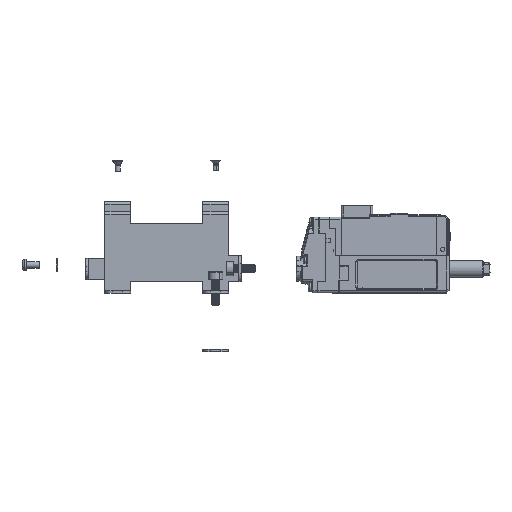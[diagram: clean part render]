
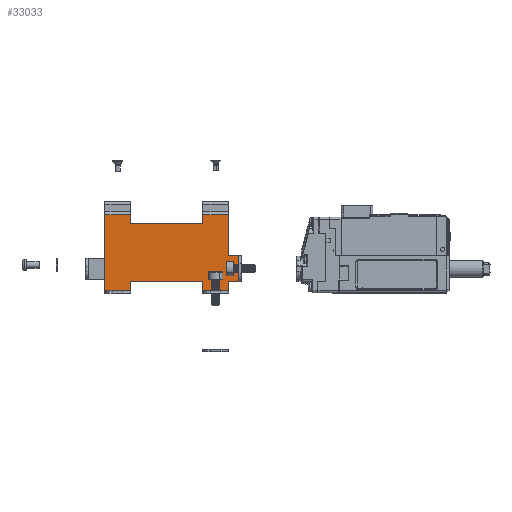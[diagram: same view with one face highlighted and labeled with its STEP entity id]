
A CAD part, top view. The second image highlights one B-rep face of the part: STEP entity #33033.
In plain terms, the highlighted planar face has unit normal (0, 0, 1).
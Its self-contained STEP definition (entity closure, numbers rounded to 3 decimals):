
#74 = ORIENTED_EDGE ( 'NONE', *, *, #46564, .T. ) ;
#434 = VERTEX_POINT ( 'NONE', #56104 ) ;
#1953 = CARTESIAN_POINT ( 'NONE',  ( 48., 22., 1. ) ) ;
#2925 = VECTOR ( 'NONE', #63080, 1000. ) ;
#3699 = CARTESIAN_POINT ( 'NONE',  ( 0., -8.5, 1. ) ) ;
#6573 = EDGE_CURVE ( 'NONE', #63406, #15153, #8390, .T. ) ;
#6801 = EDGE_CURVE ( 'NONE', #434, #27626, #51832, .T. ) ;
#7093 = ORIENTED_EDGE ( 'NONE', *, *, #58602, .T. ) ;
#7491 = VECTOR ( 'NONE', #10543, 1000. ) ;
#7614 = DIRECTION ( 'NONE',  ( 0., -1., 0. ) ) ;
#7852 = CARTESIAN_POINT ( 'NONE',  ( 48., -5., 1. ) ) ;
#8390 = LINE ( 'NONE', #51819, #54366 ) ;
#8904 = EDGE_CURVE ( 'NONE', #27618, #68661, #53250, .T. ) ;
#9581 = CARTESIAN_POINT ( 'NONE',  ( 10., -5., 1. ) ) ;
#9648 = VECTOR ( 'NONE', #60915, 1000. ) ;
#10029 = ORIENTED_EDGE ( 'NONE', *, *, #50847, .T. ) ;
#10313 = DIRECTION ( 'NONE',  ( 1., 0., 0. ) ) ;
#10341 = VERTEX_POINT ( 'NONE', #64318 ) ;
#10543 = DIRECTION ( 'NONE',  ( 0., 1., 0. ) ) ;
#11588 = EDGE_CURVE ( 'NONE', #37156, #10341, #51291, .T. ) ;
#12281 = CARTESIAN_POINT ( 'NONE',  ( 0., -8.5, 1. ) ) ;
#12523 = DIRECTION ( 'NONE',  ( 0., 1., 0. ) ) ;
#12988 = CARTESIAN_POINT ( 'NONE',  ( 38., 21., 1. ) ) ;
#13093 = VERTEX_POINT ( 'NONE', #47880 ) ;
#13925 = VECTOR ( 'NONE', #45263, 1000. ) ;
#15153 = VERTEX_POINT ( 'NONE', #12988 ) ;
#15201 = VECTOR ( 'NONE', #21523, 1000. ) ;
#15328 = CARTESIAN_POINT ( 'NONE',  ( 53., -5., 1. ) ) ;
#16371 = VECTOR ( 'NONE', #42629, 1000. ) ;
#16980 = CARTESIAN_POINT ( 'NONE',  ( 10., -5., 1. ) ) ;
#17421 = CARTESIAN_POINT ( 'NONE',  ( 38., 17.5, 1. ) ) ;
#17896 = CARTESIAN_POINT ( 'NONE',  ( 10., -8.5, 1. ) ) ;
#17931 = ORIENTED_EDGE ( 'NONE', *, *, #43490, .T. ) ;
#18156 = DIRECTION ( 'NONE',  ( 0., 1., 0. ) ) ;
#18573 = LINE ( 'NONE', #33754, #63036 ) ;
#18580 = EDGE_CURVE ( 'NONE', #10341, #65842, #66607, .T. ) ;
#18695 = CARTESIAN_POINT ( 'NONE',  ( 48., -5., 1. ) ) ;
#19208 = CARTESIAN_POINT ( 'NONE',  ( 0., 22., 1. ) ) ;
#19310 = CARTESIAN_POINT ( 'NONE',  ( 10., 21., 1. ) ) ;
#20751 = ORIENTED_EDGE ( 'NONE', *, *, #68433, .T. ) ;
#21091 = ORIENTED_EDGE ( 'NONE', *, *, #6801, .T. ) ;
#21523 = DIRECTION ( 'NONE',  ( -1., 0., 0. ) ) ;
#23336 = CARTESIAN_POINT ( 'NONE',  ( 52., 0., 1. ) ) ;
#23569 = VERTEX_POINT ( 'NONE', #3699 ) ;
#23748 = VECTOR ( 'NONE', #10313, 1000. ) ;
#24056 = ORIENTED_EDGE ( 'NONE', *, *, #8904, .T. ) ;
#25426 = EDGE_CURVE ( 'NONE', #434, #33051, #53778, .T. ) ;
#25669 = DIRECTION ( 'NONE',  ( 1., 0., 0. ) ) ;
#26621 = ORIENTED_EDGE ( 'NONE', *, *, #33704, .T. ) ;
#27618 = VERTEX_POINT ( 'NONE', #35603 ) ;
#27626 = VERTEX_POINT ( 'NONE', #35845 ) ;
#29305 = EDGE_LOOP ( 'NONE', ( #26621, #40164, #10029, #24056, #33502, #42456, #17931, #20751, #7093, #29679, #53425, #74, #35013, #42313, #70359, #21091 ) ) ;
#29679 = ORIENTED_EDGE ( 'NONE', *, *, #11588, .T. ) ;
#31320 = CARTESIAN_POINT ( 'NONE',  ( 10., 17.5, 1. ) ) ;
#32450 = VECTOR ( 'NONE', #48798, 1000. ) ;
#32756 = VERTEX_POINT ( 'NONE', #19310 ) ;
#33033 = ADVANCED_FACE ( 'NONE', ( #60197 ), #63618, .T. ) ;
#33051 = VERTEX_POINT ( 'NONE', #52564 ) ;
#33134 = LINE ( 'NONE', #15328, #23748 ) ;
#33502 = ORIENTED_EDGE ( 'NONE', *, *, #64214, .T. ) ;
#33563 = CARTESIAN_POINT ( 'NONE',  ( 48., 21., 1. ) ) ;
#33704 = EDGE_CURVE ( 'NONE', #27626, #63406, #47302, .T. ) ;
#33754 = CARTESIAN_POINT ( 'NONE',  ( 10., 22., 1. ) ) ;
#33991 = VECTOR ( 'NONE', #48715, 1000. ) ;
#35013 = ORIENTED_EDGE ( 'NONE', *, *, #49476, .T. ) ;
#35603 = CARTESIAN_POINT ( 'NONE',  ( 38., 17.5, 1. ) ) ;
#35845 = CARTESIAN_POINT ( 'NONE',  ( 48., 5., 1. ) ) ;
#37156 = VERTEX_POINT ( 'NONE', #16980 ) ;
#37416 = LINE ( 'NONE', #59482, #33991 ) ;
#38231 = EDGE_CURVE ( 'NONE', #45018, #33051, #33134, .T. ) ;
#38789 = VECTOR ( 'NONE', #45001, 1000. ) ;
#38992 = AXIS2_PLACEMENT_3D ( 'NONE', #68612, #69305, #25669 ) ;
#39165 = VERTEX_POINT ( 'NONE', #17896 ) ;
#39568 = LINE ( 'NONE', #18695, #2925 ) ;
#39845 = CARTESIAN_POINT ( 'NONE',  ( 0., 21., 1. ) ) ;
#40164 = ORIENTED_EDGE ( 'NONE', *, *, #6573, .T. ) ;
#40254 = LINE ( 'NONE', #70004, #53897 ) ;
#41370 = DIRECTION ( 'NONE',  ( 0., -1., 0. ) ) ;
#41584 = CARTESIAN_POINT ( 'NONE',  ( 38., -8.5, 1. ) ) ;
#42313 = ORIENTED_EDGE ( 'NONE', *, *, #38231, .T. ) ;
#42456 = ORIENTED_EDGE ( 'NONE', *, *, #50101, .T. ) ;
#42629 = DIRECTION ( 'NONE',  ( 1., 0., 0. ) ) ;
#43490 = EDGE_CURVE ( 'NONE', #54575, #23569, #55513, .T. ) ;
#44457 = CARTESIAN_POINT ( 'NONE',  ( 0., 21., 1. ) ) ;
#45001 = DIRECTION ( 'NONE',  ( -1., 0., 0. ) ) ;
#45018 = VERTEX_POINT ( 'NONE', #7852 ) ;
#45263 = DIRECTION ( 'NONE',  ( -1., 0., 0. ) ) ;
#46564 = EDGE_CURVE ( 'NONE', #65842, #13093, #37416, .T. ) ;
#47302 = LINE ( 'NONE', #1953, #50735 ) ;
#47880 = CARTESIAN_POINT ( 'NONE',  ( 48., -8.5, 1. ) ) ;
#48715 = DIRECTION ( 'NONE',  ( 1., 0., 0. ) ) ;
#48798 = DIRECTION ( 'NONE',  ( 0., -1., 0. ) ) ;
#49476 = EDGE_CURVE ( 'NONE', #13093, #45018, #39568, .T. ) ;
#49530 = VECTOR ( 'NONE', #7614, 1000. ) ;
#50101 = EDGE_CURVE ( 'NONE', #32756, #54575, #70222, .T. ) ;
#50735 = VECTOR ( 'NONE', #18156, 1000. ) ;
#50847 = EDGE_CURVE ( 'NONE', #15153, #27618, #40254, .T. ) ;
#51291 = LINE ( 'NONE', #9581, #16371 ) ;
#51819 = CARTESIAN_POINT ( 'NONE',  ( 38., 21., 1. ) ) ;
#51832 = LINE ( 'NONE', #70665, #15201 ) ;
#52564 = CARTESIAN_POINT ( 'NONE',  ( 52., -5., 1. ) ) ;
#53250 = LINE ( 'NONE', #17421, #38789 ) ;
#53425 = ORIENTED_EDGE ( 'NONE', *, *, #18580, .T. ) ;
#53778 = LINE ( 'NONE', #23336, #49530 ) ;
#53800 = VECTOR ( 'NONE', #41370, 1000. ) ;
#53888 = CARTESIAN_POINT ( 'NONE',  ( 10., -5., 1. ) ) ;
#53897 = VECTOR ( 'NONE', #64986, 1000. ) ;
#54366 = VECTOR ( 'NONE', #62853, 1000. ) ;
#54575 = VERTEX_POINT ( 'NONE', #44457 ) ;
#55513 = LINE ( 'NONE', #19208, #53800 ) ;
#56104 = CARTESIAN_POINT ( 'NONE',  ( 52., 5., 1. ) ) ;
#58602 = EDGE_CURVE ( 'NONE', #39165, #37156, #58660, .T. ) ;
#58660 = LINE ( 'NONE', #53888, #7491 ) ;
#59482 = CARTESIAN_POINT ( 'NONE',  ( 0., -8.5, 1. ) ) ;
#60197 = FACE_OUTER_BOUND ( 'NONE', #29305, .T. ) ;
#60915 = DIRECTION ( 'NONE',  ( 1., 0., 0. ) ) ;
#62853 = DIRECTION ( 'NONE',  ( -1., 0., 0. ) ) ;
#63036 = VECTOR ( 'NONE', #12523, 1000. ) ;
#63080 = DIRECTION ( 'NONE',  ( 0., 1., 0. ) ) ;
#63406 = VERTEX_POINT ( 'NONE', #33563 ) ;
#63618 = PLANE ( 'NONE',  #38992 ) ;
#63690 = CARTESIAN_POINT ( 'NONE',  ( 38., -5., 1. ) ) ;
#64214 = EDGE_CURVE ( 'NONE', #68661, #32756, #18573, .T. ) ;
#64233 = LINE ( 'NONE', #12281, #9648 ) ;
#64318 = CARTESIAN_POINT ( 'NONE',  ( 38., -5., 1. ) ) ;
#64986 = DIRECTION ( 'NONE',  ( 0., -1., 0. ) ) ;
#65842 = VERTEX_POINT ( 'NONE', #41584 ) ;
#66607 = LINE ( 'NONE', #63690, #32450 ) ;
#68433 = EDGE_CURVE ( 'NONE', #23569, #39165, #64233, .T. ) ;
#68612 = CARTESIAN_POINT ( 'NONE',  ( 0., 0., 1. ) ) ;
#68661 = VERTEX_POINT ( 'NONE', #31320 ) ;
#69305 = DIRECTION ( 'NONE',  ( 0., 0., 1. ) ) ;
#70004 = CARTESIAN_POINT ( 'NONE',  ( 38., 22., 1. ) ) ;
#70222 = LINE ( 'NONE', #39845, #13925 ) ;
#70359 = ORIENTED_EDGE ( 'NONE', *, *, #25426, .F. ) ;
#70665 = CARTESIAN_POINT ( 'NONE',  ( 48., 5., 1. ) ) ;
